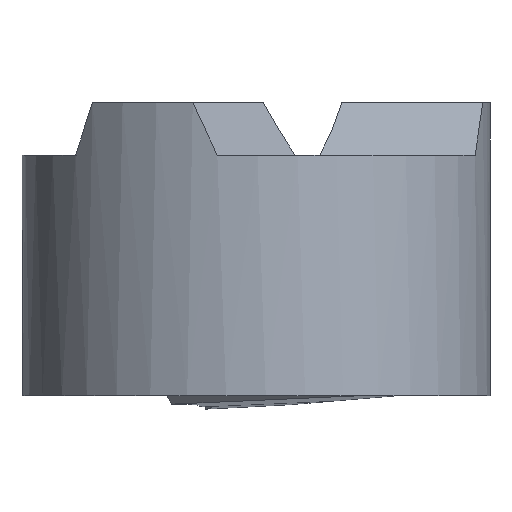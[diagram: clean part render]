
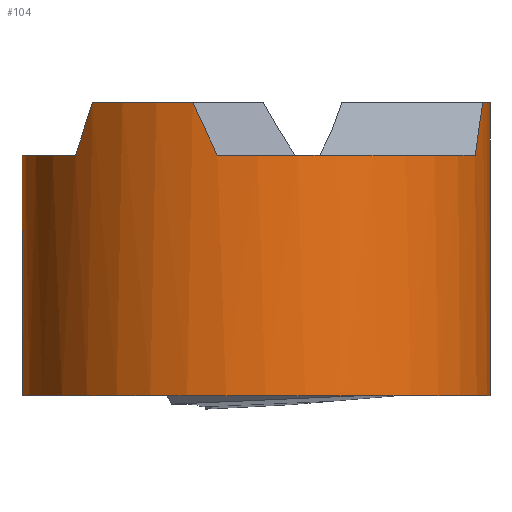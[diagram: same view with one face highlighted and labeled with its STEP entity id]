
A CAD part, left-side view. The second image highlights one B-rep face of the part: STEP entity #104.
In plain terms, the highlighted cylindrical face has radius 3.5 mm (diameter 7 mm), a partial arc.
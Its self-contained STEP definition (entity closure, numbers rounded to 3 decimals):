
#50=CYLINDRICAL_SURFACE('',#803,3.5);
#70=CIRCLE('',#780,3.5);
#72=CIRCLE('',#785,3.5);
#73=CIRCLE('',#787,3.5);
#74=CIRCLE('',#791,3.5);
#76=CIRCLE('',#794,3.5);
#77=CIRCLE('',#796,3.5);
#104=ADVANCED_FACE('',(#167),#50,.T.);
#167=FACE_OUTER_BOUND('',#206,.T.);
#206=EDGE_LOOP('',(#348,#349,#350,#351,#352,#353,#354,#355,#356,#357,#358,
#359));
#348=ORIENTED_EDGE('',*,*,#530,.F.);
#349=ORIENTED_EDGE('',*,*,#542,.T.);
#350=ORIENTED_EDGE('',*,*,#536,.T.);
#351=ORIENTED_EDGE('',*,*,#556,.T.);
#352=ORIENTED_EDGE('',*,*,#554,.T.);
#353=ORIENTED_EDGE('',*,*,#552,.T.);
#354=ORIENTED_EDGE('',*,*,#571,.T.);
#355=ORIENTED_EDGE('',*,*,#560,.T.);
#356=ORIENTED_EDGE('',*,*,#570,.T.);
#357=ORIENTED_EDGE('',*,*,#549,.T.);
#358=ORIENTED_EDGE('',*,*,#568,.T.);
#359=ORIENTED_EDGE('',*,*,#562,.T.);
#457=VERTEX_POINT('',#1134);
#458=VERTEX_POINT('',#1136);
#462=VERTEX_POINT('',#1149);
#463=VERTEX_POINT('',#1151);
#466=VERTEX_POINT('',#1177);
#469=VERTEX_POINT('',#1182);
#470=VERTEX_POINT('',#1186);
#471=VERTEX_POINT('',#1188);
#472=VERTEX_POINT('',#1192);
#473=VERTEX_POINT('',#1203);
#475=VERTEX_POINT('',#1207);
#477=VERTEX_POINT('',#1216);
#530=EDGE_CURVE('',#457,#458,#610,.T.);
#536=EDGE_CURVE('',#463,#462,#614,.T.);
#542=EDGE_CURVE('',#457,#463,#70,.T.);
#549=EDGE_CURVE('',#466,#469,#72,.T.);
#552=EDGE_CURVE('',#470,#471,#73,.T.);
#554=EDGE_CURVE('',#472,#470,#717,.T.);
#556=EDGE_CURVE('',#462,#472,#74,.T.);
#560=EDGE_CURVE('',#473,#475,#76,.T.);
#562=EDGE_CURVE('',#477,#458,#77,.T.);
#568=EDGE_CURVE('',#469,#477,#721,.T.);
#570=EDGE_CURVE('',#475,#466,#723,.T.);
#571=EDGE_CURVE('',#471,#473,#724,.T.);
#610=LINE('',#1135,#663);
#614=LINE('',#1150,#667);
#663=VECTOR('',#882,1.);
#667=VECTOR('',#890,1.);
#717=(
BOUNDED_CURVE()
B_SPLINE_CURVE(3,(#1193,#1194,#1195,#1196),.UNSPECIFIED.,.F.,.F.)
B_SPLINE_CURVE_WITH_KNOTS((4,4),(0.,1.),.UNSPECIFIED.)
CURVE()
GEOMETRIC_REPRESENTATION_ITEM()
RATIONAL_B_SPLINE_CURVE((1.,0.999,0.999,1.))
REPRESENTATION_ITEM('')
);
#721=(
BOUNDED_CURVE()
B_SPLINE_CURVE(3,(#1231,#1232,#1233,#1234),.UNSPECIFIED.,.F.,.F.)
B_SPLINE_CURVE_WITH_KNOTS((4,4),(0.,1.),.UNSPECIFIED.)
CURVE()
GEOMETRIC_REPRESENTATION_ITEM()
RATIONAL_B_SPLINE_CURVE((1.,0.999,0.999,1.))
REPRESENTATION_ITEM('')
);
#723=(
BOUNDED_CURVE()
B_SPLINE_CURVE(3,(#1240,#1241,#1242,#1243),.UNSPECIFIED.,.F.,.F.)
B_SPLINE_CURVE_WITH_KNOTS((4,4),(0.,1.),.UNSPECIFIED.)
CURVE()
GEOMETRIC_REPRESENTATION_ITEM()
RATIONAL_B_SPLINE_CURVE((1.,0.999,0.999,1.))
REPRESENTATION_ITEM('')
);
#724=(
BOUNDED_CURVE()
B_SPLINE_CURVE(3,(#1245,#1246,#1247,#1248),.UNSPECIFIED.,.F.,.F.)
B_SPLINE_CURVE_WITH_KNOTS((4,4),(0.,1.),.UNSPECIFIED.)
CURVE()
GEOMETRIC_REPRESENTATION_ITEM()
RATIONAL_B_SPLINE_CURVE((1.,0.999,0.999,1.))
REPRESENTATION_ITEM('')
);
#780=AXIS2_PLACEMENT_3D('',#1165,#897,#898);
#785=AXIS2_PLACEMENT_3D('',#1183,#911,#912);
#787=AXIS2_PLACEMENT_3D('',#1189,#917,#918);
#791=AXIS2_PLACEMENT_3D('',#1200,#927,#928);
#794=AXIS2_PLACEMENT_3D('',#1208,#935,#936);
#796=AXIS2_PLACEMENT_3D('',#1215,#939,#940);
#803=AXIS2_PLACEMENT_3D('',#1250,#955,#956);
#882=DIRECTION('',(0.,0.,1.));
#890=DIRECTION('',(0.,0.,1.));
#897=DIRECTION('',(0.,0.,1.));
#898=DIRECTION('',(-1.,0.,0.));
#911=DIRECTION('',(0.,0.,-1.));
#912=DIRECTION('',(1.,0.,0.));
#917=DIRECTION('',(0.,0.,-1.));
#918=DIRECTION('',(1.,0.,0.));
#927=DIRECTION('',(0.,0.,-1.));
#928=DIRECTION('',(1.,0.,0.));
#935=DIRECTION('',(0.,0.,-1.));
#936=DIRECTION('',(1.,0.,0.));
#939=DIRECTION('',(0.,0.,-1.));
#940=DIRECTION('',(1.,0.,0.));
#955=DIRECTION('',(0.,0.,1.));
#956=DIRECTION('',(1.,0.,0.));
#1134=CARTESIAN_POINT('',(2.82,2.073,-3.6));
#1135=CARTESIAN_POINT('',(2.82,2.073,-4.));
#1136=CARTESIAN_POINT('',(2.82,2.073,0.78));
#1149=CARTESIAN_POINT('',(0.,-3.5,0.78));
#1150=CARTESIAN_POINT('',(0.,-3.5,-4.));
#1151=CARTESIAN_POINT('',(0.,-3.5,-3.6));
#1165=CARTESIAN_POINT('',(0.,0.,-3.6));
#1177=CARTESIAN_POINT('',(-2.227,2.7,0.));
#1182=CARTESIAN_POINT('',(2.227,2.7,0.));
#1183=CARTESIAN_POINT('',(0.,0.,0.));
#1186=CARTESIAN_POINT('',(-1.225,-3.279,0.));
#1188=CARTESIAN_POINT('',(-3.452,0.578,0.));
#1189=CARTESIAN_POINT('',(0.,0.,0.));
#1192=CARTESIAN_POINT('',(-0.865,-3.391,0.78));
#1193=CARTESIAN_POINT('',(-0.865,-3.391,0.78));
#1194=CARTESIAN_POINT('',(-0.987,-3.36,0.516));
#1195=CARTESIAN_POINT('',(-1.107,-3.323,0.255));
#1196=CARTESIAN_POINT('',(-1.225,-3.279,0.));
#1200=CARTESIAN_POINT('',(0.,0.,0.78));
#1203=CARTESIAN_POINT('',(-3.37,0.947,0.78));
#1207=CARTESIAN_POINT('',(-2.505,2.445,0.78));
#1208=CARTESIAN_POINT('',(0.,0.,0.78));
#1215=CARTESIAN_POINT('',(0.,0.,0.78));
#1216=CARTESIAN_POINT('',(2.505,2.445,0.78));
#1231=CARTESIAN_POINT('',(2.227,2.7,0.));
#1232=CARTESIAN_POINT('',(2.324,2.62,0.255));
#1233=CARTESIAN_POINT('',(2.417,2.535,0.516));
#1234=CARTESIAN_POINT('',(2.505,2.445,0.78));
#1240=CARTESIAN_POINT('',(-2.505,2.445,0.78));
#1241=CARTESIAN_POINT('',(-2.417,2.535,0.516));
#1242=CARTESIAN_POINT('',(-2.324,2.62,0.255));
#1243=CARTESIAN_POINT('',(-2.227,2.7,0.));
#1245=CARTESIAN_POINT('',(-3.452,0.578,0.));
#1246=CARTESIAN_POINT('',(-3.431,0.703,0.255));
#1247=CARTESIAN_POINT('',(-3.404,0.825,0.516));
#1248=CARTESIAN_POINT('',(-3.37,0.947,0.78));
#1250=CARTESIAN_POINT('',(0.,0.,-4.));
